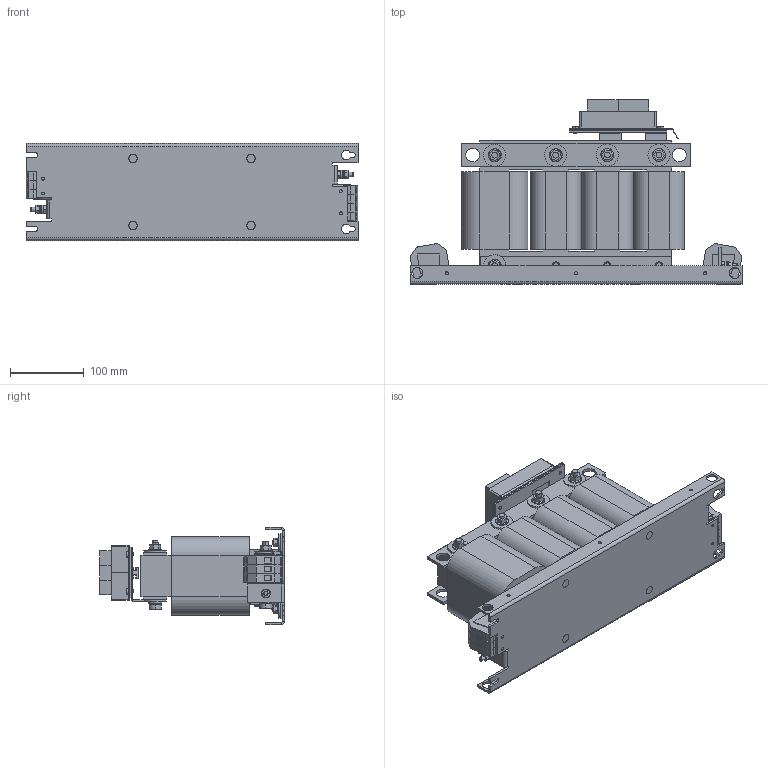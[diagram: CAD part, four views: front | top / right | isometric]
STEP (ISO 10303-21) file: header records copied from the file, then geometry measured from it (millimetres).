
FILE_DESCRIPTION (( 'STEP AP214' ), '1' );
FILE_NAME ('340621.STEP', '2021-03-05T14:52:50', ( '' ), ( '' ), 'SwSTEP 2.0', 'SolidWorks 2018', '' );
FILE_SCHEMA (( 'AUTOMOTIVE_DESIGN' ));
Length unit declared in the file: millimetre
Products named in the file (1): 340621
Bounding box: 450 x 250.2 x 131.6 mm (x, y, z)
Volume: 4925929.9 mm3; surface area: 539741 mm2
Topology: 1 solids, 1 shells, 1168 faces, 3010 edges, 1908 vertices
Faces by surface type: plane 800, cylinder 328, torus 17, cone 14, sphere 9
Entity records: 35405 total; most frequent: CARTESIAN_POINT 6417, DIRECTION 6051, ORIENTED_EDGE 5988, EDGE_CURVE 2994, LINE 2143, VECTOR 2143, AXIS2_PLACEMENT_3D 1954, VERTEX_POINT 1900
